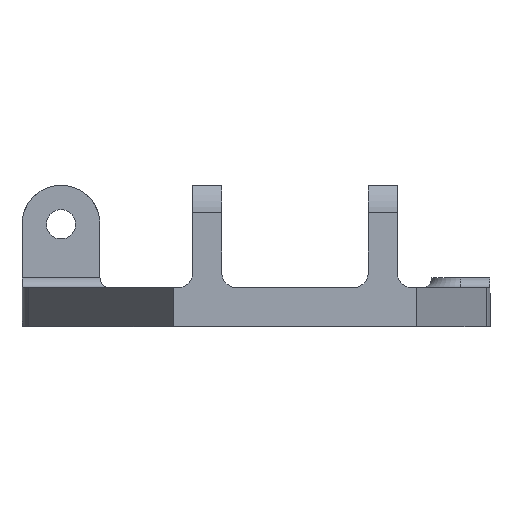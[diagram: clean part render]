
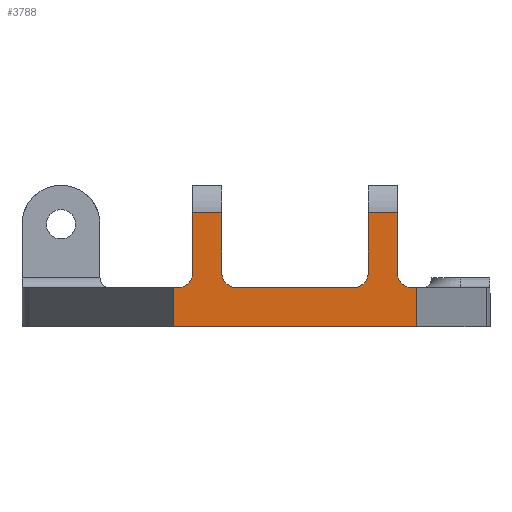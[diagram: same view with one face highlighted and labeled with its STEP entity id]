
A CAD part, left-side view. The second image highlights one B-rep face of the part: STEP entity #3788.
In plain terms, the highlighted planar face has unit normal (-1, 0, 0).
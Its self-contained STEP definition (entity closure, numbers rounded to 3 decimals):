
#21 = LINE ( 'NONE', #2687, #3835 ) ;
#115 = CARTESIAN_POINT ( 'NONE',  ( -35., -10.5, 5.5 ) ) ;
#167 = EDGE_CURVE ( 'NONE', #2503, #514, #5844, .T. ) ;
#237 = CARTESIAN_POINT ( 'NONE',  ( -35., 7.5, 14.5 ) ) ;
#316 = CARTESIAN_POINT ( 'NONE',  ( -35., -12.5, 4. ) ) ;
#340 = VECTOR ( 'NONE', #3871, 1000. ) ;
#377 = VERTEX_POINT ( 'NONE', #3514 ) ;
#385 = CARTESIAN_POINT ( 'NONE',  ( -35., 12.5, 4. ) ) ;
#447 = ORIENTED_EDGE ( 'NONE', *, *, #167, .F. ) ;
#464 = ORIENTED_EDGE ( 'NONE', *, *, #5966, .T. ) ;
#502 = LINE ( 'NONE', #385, #340 ) ;
#514 = VERTEX_POINT ( 'NONE', #1428 ) ;
#543 = ORIENTED_EDGE ( 'NONE', *, *, #794, .F. ) ;
#746 = EDGE_CURVE ( 'NONE', #1239, #514, #3722, .T. ) ;
#766 = EDGE_CURVE ( 'NONE', #3008, #377, #5904, .T. ) ;
#772 = VERTEX_POINT ( 'NONE', #1210 ) ;
#794 = EDGE_CURVE ( 'NONE', #3553, #6194, #3089, .T. ) ;
#795 = CARTESIAN_POINT ( 'NONE',  ( -35., 10.5, 11.672 ) ) ;
#803 = CARTESIAN_POINT ( 'NONE',  ( -35., 7.5, 11.672 ) ) ;
#810 = LINE ( 'NONE', #6157, #4475 ) ;
#871 = VERTEX_POINT ( 'NONE', #4370 ) ;
#914 = AXIS2_PLACEMENT_3D ( 'NONE', #4710, #1724, #5216 ) ;
#929 = DIRECTION ( 'NONE',  ( 1., 0., 0. ) ) ;
#1057 = VECTOR ( 'NONE', #6316, 1000. ) ;
#1098 = CIRCLE ( 'NONE', #4509, 1.5 ) ;
#1188 = CARTESIAN_POINT ( 'NONE',  ( -35., -10.5, 14.5 ) ) ;
#1210 = CARTESIAN_POINT ( 'NONE',  ( -35., 10.5, 5.5 ) ) ;
#1235 = CARTESIAN_POINT ( 'NONE',  ( -35., 12., 4. ) ) ;
#1239 = VERTEX_POINT ( 'NONE', #2632 ) ;
#1258 = CIRCLE ( 'NONE', #914, 1.5 ) ;
#1363 = CARTESIAN_POINT ( 'NONE',  ( -35., -20.001, 11.672 ) ) ;
#1428 = CARTESIAN_POINT ( 'NONE',  ( -35., -12.5, 0. ) ) ;
#1570 = VECTOR ( 'NONE', #4354, 1000. ) ;
#1674 = CARTESIAN_POINT ( 'NONE',  ( -35., -12.5, 4. ) ) ;
#1717 = DIRECTION ( 'NONE',  ( 0., 0., -1. ) ) ;
#1724 = DIRECTION ( 'NONE',  ( 1., 0., 0. ) ) ;
#1840 = ORIENTED_EDGE ( 'NONE', *, *, #4313, .F. ) ;
#1993 = VERTEX_POINT ( 'NONE', #1235 ) ;
#1998 = VERTEX_POINT ( 'NONE', #5230 ) ;
#2197 = PLANE ( 'NONE',  #3941 ) ;
#2221 = CIRCLE ( 'NONE', #3297, 1.5 ) ;
#2246 = VECTOR ( 'NONE', #1717, 1000. ) ;
#2295 = DIRECTION ( 'NONE',  ( 0., 0., -1. ) ) ;
#2303 = VERTEX_POINT ( 'NONE', #3517 ) ;
#2342 = DIRECTION ( 'NONE',  ( 1., 0., 0. ) ) ;
#2373 = CARTESIAN_POINT ( 'NONE',  ( -35., 6., 4. ) ) ;
#2389 = CARTESIAN_POINT ( 'NONE',  ( -35., -12.5, 4. ) ) ;
#2503 = VERTEX_POINT ( 'NONE', #3183 ) ;
#2609 = VERTEX_POINT ( 'NONE', #2762 ) ;
#2632 = CARTESIAN_POINT ( 'NONE',  ( -35., 12.5, 0. ) ) ;
#2687 = CARTESIAN_POINT ( 'NONE',  ( -35., 10.5, 14.5 ) ) ;
#2709 = DIRECTION ( 'NONE',  ( 0., 0., -1. ) ) ;
#2758 = CARTESIAN_POINT ( 'NONE',  ( -35., -12., 4. ) ) ;
#2762 = CARTESIAN_POINT ( 'NONE',  ( -35., -7.5, 11.672 ) ) ;
#2773 = ORIENTED_EDGE ( 'NONE', *, *, #3367, .T. ) ;
#2799 = CARTESIAN_POINT ( 'NONE',  ( -35., 6., 5.5 ) ) ;
#2846 = ORIENTED_EDGE ( 'NONE', *, *, #746, .T. ) ;
#2981 = DIRECTION ( 'NONE',  ( 0., -1., 0. ) ) ;
#2989 = CIRCLE ( 'NONE', #5196, 1.5 ) ;
#3008 = VERTEX_POINT ( 'NONE', #803 ) ;
#3043 = EDGE_CURVE ( 'NONE', #3237, #2503, #3697, .T. ) ;
#3048 = EDGE_CURVE ( 'NONE', #4013, #377, #2221, .T. ) ;
#3089 = LINE ( 'NONE', #1188, #5754 ) ;
#3179 = DIRECTION ( 'NONE',  ( 0., 0., -1. ) ) ;
#3183 = CARTESIAN_POINT ( 'NONE',  ( -35., -12.5, 4. ) ) ;
#3227 = CARTESIAN_POINT ( 'NONE',  ( -35., -12.5, 0. ) ) ;
#3237 = VERTEX_POINT ( 'NONE', #2758 ) ;
#3297 = AXIS2_PLACEMENT_3D ( 'NONE', #2799, #4385, #5793 ) ;
#3357 = DIRECTION ( 'NONE',  ( 0., 0., -1. ) ) ;
#3366 = ORIENTED_EDGE ( 'NONE', *, *, #3785, .F. ) ;
#3367 = EDGE_CURVE ( 'NONE', #3237, #6194, #2989, .T. ) ;
#3403 = VECTOR ( 'NONE', #5750, 1000. ) ;
#3409 = EDGE_CURVE ( 'NONE', #871, #1239, #502, .T. ) ;
#3417 = EDGE_CURVE ( 'NONE', #2609, #2303, #4009, .T. ) ;
#3514 = CARTESIAN_POINT ( 'NONE',  ( -35., 7.5, 5.5 ) ) ;
#3517 = CARTESIAN_POINT ( 'NONE',  ( -35., -7.5, 5.5 ) ) ;
#3553 = VERTEX_POINT ( 'NONE', #4972 ) ;
#3697 = LINE ( 'NONE', #2389, #1057 ) ;
#3722 = LINE ( 'NONE', #3227, #3403 ) ;
#3783 = ORIENTED_EDGE ( 'NONE', *, *, #3043, .F. ) ;
#3785 = EDGE_CURVE ( 'NONE', #4013, #1998, #810, .T. ) ;
#3788 = ADVANCED_FACE ( 'NONE', ( #5797 ), #2197, .F. ) ;
#3835 = VECTOR ( 'NONE', #2709, 1000. ) ;
#3871 = DIRECTION ( 'NONE',  ( 0., 0., -1. ) ) ;
#3911 = CARTESIAN_POINT ( 'NONE',  ( -35., -6., 5.5 ) ) ;
#3920 = LINE ( 'NONE', #5964, #5401 ) ;
#3941 = AXIS2_PLACEMENT_3D ( 'NONE', #5680, #6172, #3179 ) ;
#4009 = LINE ( 'NONE', #4374, #5333 ) ;
#4013 = VERTEX_POINT ( 'NONE', #2373 ) ;
#4129 = EDGE_CURVE ( 'NONE', #5501, #3008, #3920, .T. ) ;
#4133 = ORIENTED_EDGE ( 'NONE', *, *, #4839, .T. ) ;
#4177 = DIRECTION ( 'NONE',  ( 0., 0., -1. ) ) ;
#4307 = LINE ( 'NONE', #1674, #5478 ) ;
#4313 = EDGE_CURVE ( 'NONE', #871, #1993, #4307, .T. ) ;
#4354 = DIRECTION ( 'NONE',  ( 0., 1., 0. ) ) ;
#4370 = CARTESIAN_POINT ( 'NONE',  ( -35., 12.5, 4. ) ) ;
#4374 = CARTESIAN_POINT ( 'NONE',  ( -35., -7.5, 14.5 ) ) ;
#4385 = DIRECTION ( 'NONE',  ( 1., 0., 0. ) ) ;
#4411 = DIRECTION ( 'NONE',  ( 0., 0., -1. ) ) ;
#4475 = VECTOR ( 'NONE', #6132, 1000. ) ;
#4509 = AXIS2_PLACEMENT_3D ( 'NONE', #3911, #929, #4411 ) ;
#4539 = ORIENTED_EDGE ( 'NONE', *, *, #766, .F. ) ;
#4695 = ORIENTED_EDGE ( 'NONE', *, *, #6337, .T. ) ;
#4710 = CARTESIAN_POINT ( 'NONE',  ( -35., 12., 5.5 ) ) ;
#4796 = EDGE_LOOP ( 'NONE', ( #5246, #4133, #4695, #1840, #4992, #2846, #447, #3783, #2773, #543, #5205, #5372, #464, #3366, #5299, #4539 ) ) ;
#4839 = EDGE_CURVE ( 'NONE', #5501, #772, #21, .T. ) ;
#4972 = CARTESIAN_POINT ( 'NONE',  ( -35., -10.5, 11.672 ) ) ;
#4992 = ORIENTED_EDGE ( 'NONE', *, *, #3409, .T. ) ;
#5005 = EDGE_CURVE ( 'NONE', #3553, #2609, #5553, .T. ) ;
#5162 = DIRECTION ( 'NONE',  ( 0., -1., 0. ) ) ;
#5196 = AXIS2_PLACEMENT_3D ( 'NONE', #5330, #2342, #5838 ) ;
#5205 = ORIENTED_EDGE ( 'NONE', *, *, #5005, .T. ) ;
#5216 = DIRECTION ( 'NONE',  ( 0., 0., -1. ) ) ;
#5230 = CARTESIAN_POINT ( 'NONE',  ( -35., -6., 4. ) ) ;
#5246 = ORIENTED_EDGE ( 'NONE', *, *, #4129, .F. ) ;
#5299 = ORIENTED_EDGE ( 'NONE', *, *, #3048, .T. ) ;
#5330 = CARTESIAN_POINT ( 'NONE',  ( -35., -12., 5.5 ) ) ;
#5333 = VECTOR ( 'NONE', #3357, 1000. ) ;
#5372 = ORIENTED_EDGE ( 'NONE', *, *, #3417, .T. ) ;
#5401 = VECTOR ( 'NONE', #2981, 1000. ) ;
#5478 = VECTOR ( 'NONE', #5162, 1000. ) ;
#5501 = VERTEX_POINT ( 'NONE', #795 ) ;
#5553 = LINE ( 'NONE', #1363, #1570 ) ;
#5680 = CARTESIAN_POINT ( 'NONE',  ( -35., -12.5, 4. ) ) ;
#5687 = VECTOR ( 'NONE', #2295, 1000. ) ;
#5750 = DIRECTION ( 'NONE',  ( 0., -1., 0. ) ) ;
#5754 = VECTOR ( 'NONE', #4177, 1000. ) ;
#5793 = DIRECTION ( 'NONE',  ( 0., 0., -1. ) ) ;
#5797 = FACE_OUTER_BOUND ( 'NONE', #4796, .T. ) ;
#5838 = DIRECTION ( 'NONE',  ( 0., 0., -1. ) ) ;
#5844 = LINE ( 'NONE', #316, #5687 ) ;
#5904 = LINE ( 'NONE', #237, #2246 ) ;
#5964 = CARTESIAN_POINT ( 'NONE',  ( -35., 28.001, 11.672 ) ) ;
#5966 = EDGE_CURVE ( 'NONE', #2303, #1998, #1098, .T. ) ;
#6132 = DIRECTION ( 'NONE',  ( 0., -1., 0. ) ) ;
#6157 = CARTESIAN_POINT ( 'NONE',  ( -35., -12.5, 4. ) ) ;
#6172 = DIRECTION ( 'NONE',  ( 1., 0., 0. ) ) ;
#6194 = VERTEX_POINT ( 'NONE', #115 ) ;
#6316 = DIRECTION ( 'NONE',  ( 0., -1., 0. ) ) ;
#6337 = EDGE_CURVE ( 'NONE', #772, #1993, #1258, .T. ) ;
